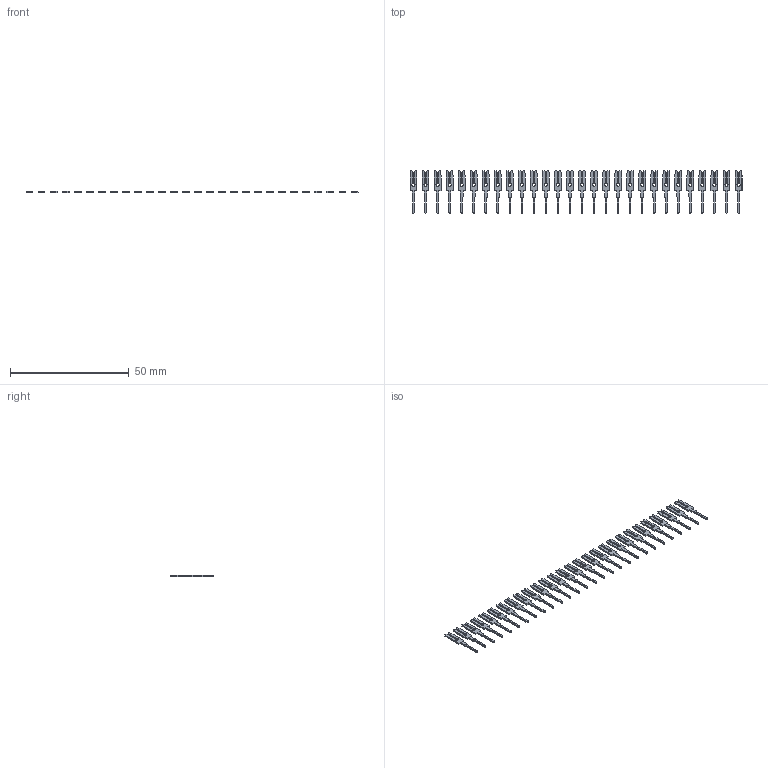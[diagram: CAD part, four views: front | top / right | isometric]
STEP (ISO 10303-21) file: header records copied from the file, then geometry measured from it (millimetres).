
FILE_DESCRIPTION (( 'STEP AP203' ), '1' );
FILE_NAME ('103-028-251-200.STEP', '2020-04-09T20:48:02', ( '' ), ( '' ), 'SwSTEP 2.0', 'SolidWorks 2016', '' );
FILE_SCHEMA (( 'CONFIG_CONTROL_DESIGN' ));
Length unit declared in the file: inch
Products named in the file (2): 100-290-001_100-290-251; 103-028-251-200
Assembly tree (28 placements, depth 2):
  103-028-251-200
    100-290-001_100-290-251  x28
Bounding box: 140.08 x 17.91 x 0.66 mm (x, y, z)
Volume: 511.9 mm3; surface area: 2516.3 mm2
Topology: 28 solids, 28 shells, 784 faces, 2184 edges, 1456 vertices
Faces by surface type: plane 616, cylinder 168
Entity records: 1958 total; most frequent: DIRECTION 204, CARTESIAN_POINT 201, ORIENTED_EDGE 156, EDGE_CURVE 78, AXIS2_PLACEMENT_3D 71, CALENDAR_DATE 66, LOCAL_TIME 66, DATE_AND_TIME 66
